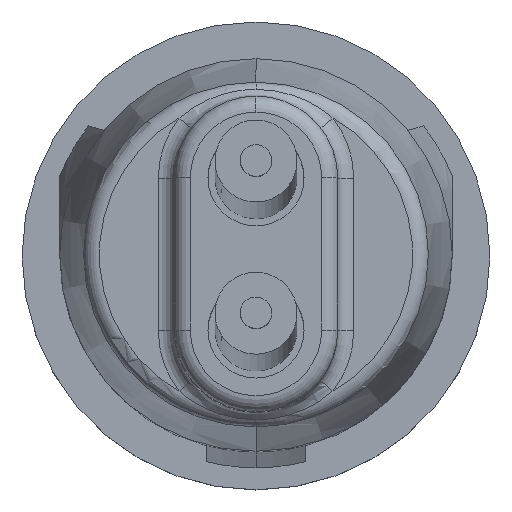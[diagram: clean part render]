
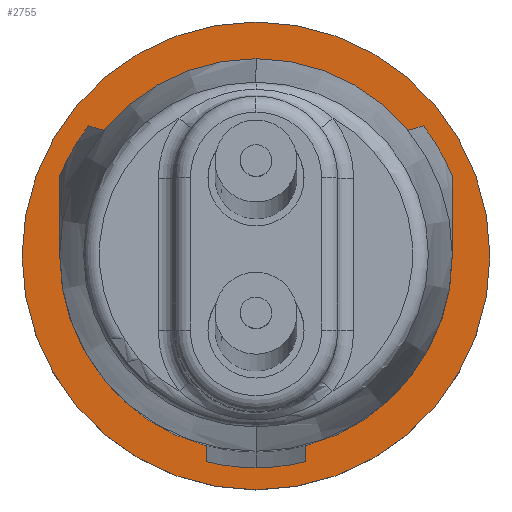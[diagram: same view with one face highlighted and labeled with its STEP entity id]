
A CAD part, top view. The second image highlights one B-rep face of the part: STEP entity #2755.
In plain terms, the highlighted face is planar.
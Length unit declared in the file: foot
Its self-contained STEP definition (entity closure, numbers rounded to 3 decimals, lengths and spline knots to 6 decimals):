
#16 = CARTESIAN_POINT ( 'NONE',  ( 0., 0.039917, 0. ) ) ;
#40 = DIRECTION ( 'NONE',  ( 0., -1., 0. ) ) ;
#45 = ORIENTED_EDGE ( 'NONE', *, *, #1550, .F. ) ;
#49 = AXIS2_PLACEMENT_3D ( 'NONE', #1200, #40, #2070 ) ;
#118 = DIRECTION ( 'NONE',  ( 0., 0., -1. ) ) ;
#168 = ORIENTED_EDGE ( 'NONE', *, *, #610, .F. ) ;
#230 = DIRECTION ( 'NONE',  ( 0., -1., 0. ) ) ;
#253 = FACE_BOUND ( 'NONE', #3677, .T. ) ;
#319 = CARTESIAN_POINT ( 'NONE',  ( 0., 0.039917, 0. ) ) ;
#345 = EDGE_LOOP ( 'NONE', ( #3553, #2595 ) ) ;
#382 = DIRECTION ( 'NONE',  ( 0., -1., 0. ) ) ;
#430 = ORIENTED_EDGE ( 'NONE', *, *, #3341, .F. ) ;
#472 = DIRECTION ( 'NONE',  ( 0., 0., -1. ) ) ;
#505 = CARTESIAN_POINT ( 'NONE',  ( 0., 0.039917, 0.012167 ) ) ;
#520 = CIRCLE ( 'NONE', #1738, 0.012167 ) ;
#524 = VERTEX_POINT ( 'NONE', #3513 ) ;
#561 = AXIS2_PLACEMENT_3D ( 'NONE', #2574, #831, #2872 ) ;
#568 = EDGE_CURVE ( 'NONE', #2637, #954, #2274, .T. ) ;
#594 = AXIS2_PLACEMENT_3D ( 'NONE', #828, #2560, #3187 ) ;
#610 = EDGE_CURVE ( 'NONE', #524, #822, #1318, .T. ) ;
#623 = DIRECTION ( 'NONE',  ( 0., 0., -1. ) ) ;
#756 = CARTESIAN_POINT ( 'NONE',  ( 0., 0.039917, 0. ) ) ;
#822 = VERTEX_POINT ( 'NONE', #2304 ) ;
#828 = CARTESIAN_POINT ( 'NONE',  ( 0.012167, 0.039917, 0. ) ) ;
#831 = DIRECTION ( 'NONE',  ( 0., -1., 0. ) ) ;
#837 = CARTESIAN_POINT ( 'NONE',  ( -0.010208, 0.039917, 0. ) ) ;
#891 = DIRECTION ( 'NONE',  ( 0., -1., 0. ) ) ;
#903 = VERTEX_POINT ( 'NONE', #1955 ) ;
#954 = VERTEX_POINT ( 'NONE', #3366 ) ;
#960 = DIRECTION ( 'NONE',  ( 0., -1., 0. ) ) ;
#985 = DIRECTION ( 'NONE',  ( 0., -1., 0. ) ) ;
#1114 = CIRCLE ( 'NONE', #2021, 0.012167 ) ;
#1128 = VERTEX_POINT ( 'NONE', #837 ) ;
#1131 = CARTESIAN_POINT ( 'NONE',  ( 0., 0.039917, 0. ) ) ;
#1200 = CARTESIAN_POINT ( 'NONE',  ( 0., 0.039917, 0. ) ) ;
#1266 = DIRECTION ( 'NONE',  ( 0., 0., -1. ) ) ;
#1318 = CIRCLE ( 'NONE', #2268, 0.010208 ) ;
#1423 = DIRECTION ( 'NONE',  ( 0., 0., -1. ) ) ;
#1473 = EDGE_CURVE ( 'NONE', #2008, #2548, #1114, .T. ) ;
#1550 = EDGE_CURVE ( 'NONE', #903, #2637, #3474, .T. ) ;
#1605 = CARTESIAN_POINT ( 'NONE',  ( 0., 0.039917, 0. ) ) ;
#1631 = ORIENTED_EDGE ( 'NONE', *, *, #3092, .F. ) ;
#1676 = CIRCLE ( 'NONE', #2401, 0.010208 ) ;
#1691 = AXIS2_PLACEMENT_3D ( 'NONE', #1605, #985, #118 ) ;
#1738 = AXIS2_PLACEMENT_3D ( 'NONE', #1131, #3200, #1423 ) ;
#1890 = AXIS2_PLACEMENT_3D ( 'NONE', #2146, #382, #2439 ) ;
#1910 = CARTESIAN_POINT ( 'NONE',  ( 0.007874, 0.039917, -0.006497 ) ) ;
#1955 = CARTESIAN_POINT ( 'NONE',  ( 0.010208, 0.039917, 0. ) ) ;
#2008 = VERTEX_POINT ( 'NONE', #505 ) ;
#2009 = EDGE_CURVE ( 'NONE', #954, #1128, #2704, .T. ) ;
#2021 = AXIS2_PLACEMENT_3D ( 'NONE', #2832, #230, #1266 ) ;
#2060 = DIRECTION ( 'NONE',  ( 0., 0., -1. ) ) ;
#2070 = DIRECTION ( 'NONE',  ( 0., 0., -1. ) ) ;
#2146 = CARTESIAN_POINT ( 'NONE',  ( 0., 0.039917, 0. ) ) ;
#2251 = EDGE_CURVE ( 'NONE', #822, #3227, #3663, .T. ) ;
#2268 = AXIS2_PLACEMENT_3D ( 'NONE', #756, #891, #472 ) ;
#2270 = PLANE ( 'NONE',  #594 ) ;
#2274 = CIRCLE ( 'NONE', #1691, 0.010208 ) ;
#2304 = CARTESIAN_POINT ( 'NONE',  ( 0., 0.039917, -0.010208 ) ) ;
#2313 = ORIENTED_EDGE ( 'NONE', *, *, #2009, .F. ) ;
#2367 = DIRECTION ( 'NONE',  ( 0., -1., 0. ) ) ;
#2401 = AXIS2_PLACEMENT_3D ( 'NONE', #319, #2367, #623 ) ;
#2408 = FACE_OUTER_BOUND ( 'NONE', #345, .T. ) ;
#2439 = DIRECTION ( 'NONE',  ( 0., 0., -1. ) ) ;
#2513 = ORIENTED_EDGE ( 'NONE', *, *, #2251, .F. ) ;
#2548 = VERTEX_POINT ( 'NONE', #2753 ) ;
#2560 = DIRECTION ( 'NONE',  ( 0., -1., 0. ) ) ;
#2574 = CARTESIAN_POINT ( 'NONE',  ( 0., 0.039917, 0. ) ) ;
#2595 = ORIENTED_EDGE ( 'NONE', *, *, #1473, .T. ) ;
#2637 = VERTEX_POINT ( 'NONE', #3415 ) ;
#2704 = CIRCLE ( 'NONE', #49, 0.010208 ) ;
#2753 = CARTESIAN_POINT ( 'NONE',  ( 0., 0.039917, -0.012167 ) ) ;
#2755 = ADVANCED_FACE ( 'NONE', ( #253, #2408 ), #2270, .T. ) ;
#2832 = CARTESIAN_POINT ( 'NONE',  ( 0., 0.039917, 0. ) ) ;
#2872 = DIRECTION ( 'NONE',  ( 0., 0., -1. ) ) ;
#2965 = ORIENTED_EDGE ( 'NONE', *, *, #568, .F. ) ;
#2968 = CIRCLE ( 'NONE', #1890, 0.010208 ) ;
#3027 = AXIS2_PLACEMENT_3D ( 'NONE', #16, #960, #2060 ) ;
#3092 = EDGE_CURVE ( 'NONE', #1128, #524, #2968, .T. ) ;
#3187 = DIRECTION ( 'NONE',  ( 0., 0., -1. ) ) ;
#3200 = DIRECTION ( 'NONE',  ( 0., -1., 0. ) ) ;
#3227 = VERTEX_POINT ( 'NONE', #1910 ) ;
#3341 = EDGE_CURVE ( 'NONE', #3227, #903, #1676, .T. ) ;
#3366 = CARTESIAN_POINT ( 'NONE',  ( -0.002583, 0.039917, 0.009876 ) ) ;
#3415 = CARTESIAN_POINT ( 'NONE',  ( 0.002583, 0.039917, 0.009876 ) ) ;
#3474 = CIRCLE ( 'NONE', #3027, 0.010208 ) ;
#3513 = CARTESIAN_POINT ( 'NONE',  ( -0.007874, 0.039917, -0.006497 ) ) ;
#3553 = ORIENTED_EDGE ( 'NONE', *, *, #3757, .T. ) ;
#3663 = CIRCLE ( 'NONE', #561, 0.010208 ) ;
#3677 = EDGE_LOOP ( 'NONE', ( #168, #1631, #2313, #2965, #45, #430, #2513 ) ) ;
#3757 = EDGE_CURVE ( 'NONE', #2548, #2008, #520, .T. ) ;
